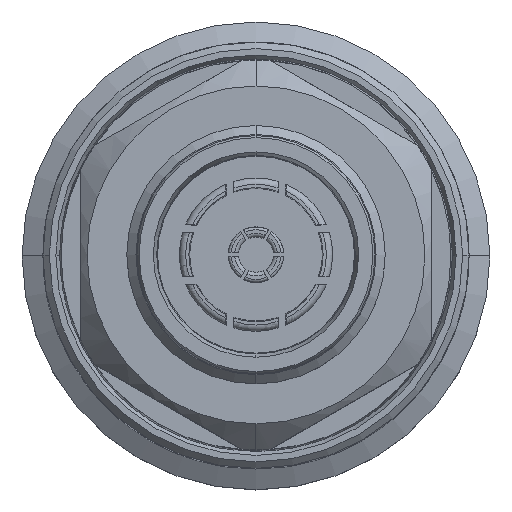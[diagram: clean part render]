
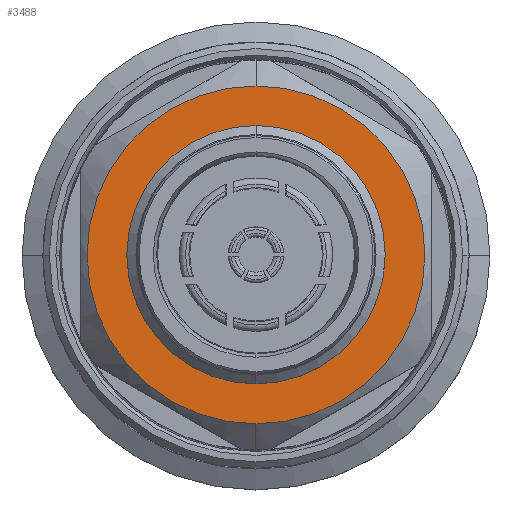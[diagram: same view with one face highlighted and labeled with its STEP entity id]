
A CAD part, top view. The second image highlights one B-rep face of the part: STEP entity #3488.
In plain terms, the highlighted planar face has unit normal (0, 0, 1).
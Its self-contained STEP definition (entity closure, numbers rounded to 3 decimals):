
#1114 = CIRCLE ( 'NONE', #7038, 13. ) ;
#1969 = DIRECTION ( 'NONE',  ( 0., -1., 0. ) ) ;
#2494 = EDGE_LOOP ( 'NONE', ( #15307, #25717 ) ) ;
#3488 = ADVANCED_FACE ( 'NONE', ( #13773, #23702 ), #19728, .F. ) ;
#3895 = DIRECTION ( 'NONE',  ( 0., 0., -1. ) ) ;
#4402 = VERTEX_POINT ( 'NONE', #8414 ) ;
#5203 = EDGE_CURVE ( 'NONE', #16586, #8109, #7370, .T. ) ;
#5501 = DIRECTION ( 'NONE',  ( 0., 0., 1. ) ) ;
#5806 = EDGE_CURVE ( 'NONE', #8109, #16586, #1114, .T. ) ;
#6784 = CARTESIAN_POINT ( 'NONE',  ( 0., 0., -14. ) ) ;
#7037 = ORIENTED_EDGE ( 'NONE', *, *, #5203, .T. ) ;
#7038 = AXIS2_PLACEMENT_3D ( 'NONE', #7256, #21165, #9273 ) ;
#7256 = CARTESIAN_POINT ( 'NONE',  ( 0., 0., -14. ) ) ;
#7311 = EDGE_CURVE ( 'NONE', #4402, #22730, #21843, .T. ) ;
#7370 = CIRCLE ( 'NONE', #21887, 13. ) ;
#8028 = CARTESIAN_POINT ( 'NONE',  ( 0., 13., -14. ) ) ;
#8109 = VERTEX_POINT ( 'NONE', #8225 ) ;
#8225 = CARTESIAN_POINT ( 'NONE',  ( 0., -13., -14. ) ) ;
#8414 = CARTESIAN_POINT ( 'NONE',  ( 0., -8.75, -14. ) ) ;
#8827 = DIRECTION ( 'NONE',  ( 0., -1., 0. ) ) ;
#9179 = AXIS2_PLACEMENT_3D ( 'NONE', #25794, #13910, #1969 ) ;
#9273 = DIRECTION ( 'NONE',  ( 0., -1., 0. ) ) ;
#11194 = EDGE_LOOP ( 'NONE', ( #7037, #11434 ) ) ;
#11434 = ORIENTED_EDGE ( 'NONE', *, *, #5806, .T. ) ;
#11715 = EDGE_CURVE ( 'NONE', #22730, #4402, #21072, .T. ) ;
#13773 = FACE_BOUND ( 'NONE', #2494, .T. ) ;
#13910 = DIRECTION ( 'NONE',  ( 0., 0., 1. ) ) ;
#15307 = ORIENTED_EDGE ( 'NONE', *, *, #7311, .F. ) ;
#15814 = CARTESIAN_POINT ( 'NONE',  ( 8.75, 0., -14. ) ) ;
#16586 = VERTEX_POINT ( 'NONE', #8028 ) ;
#17451 = CARTESIAN_POINT ( 'NONE',  ( 0., 0., -14. ) ) ;
#17837 = DIRECTION ( 'NONE',  ( 0., 1., 0. ) ) ;
#19450 = DIRECTION ( 'NONE',  ( 0., -1., 0. ) ) ;
#19728 = PLANE ( 'NONE',  #21872 ) ;
#20714 = DIRECTION ( 'NONE',  ( 0., 0., 1. ) ) ;
#21072 = CIRCLE ( 'NONE', #21454, 8.75 ) ;
#21165 = DIRECTION ( 'NONE',  ( 0., 0., 1. ) ) ;
#21454 = AXIS2_PLACEMENT_3D ( 'NONE', #6784, #20714, #8827 ) ;
#21843 = CIRCLE ( 'NONE', #9179, 8.75 ) ;
#21872 = AXIS2_PLACEMENT_3D ( 'NONE', #15814, #3895, #17837 ) ;
#21887 = AXIS2_PLACEMENT_3D ( 'NONE', #17451, #5501, #19450 ) ;
#22730 = VERTEX_POINT ( 'NONE', #24434 ) ;
#23702 = FACE_OUTER_BOUND ( 'NONE', #11194, .T. ) ;
#24434 = CARTESIAN_POINT ( 'NONE',  ( 0., 8.75, -14. ) ) ;
#25717 = ORIENTED_EDGE ( 'NONE', *, *, #11715, .F. ) ;
#25794 = CARTESIAN_POINT ( 'NONE',  ( 0., 0., -14. ) ) ;
